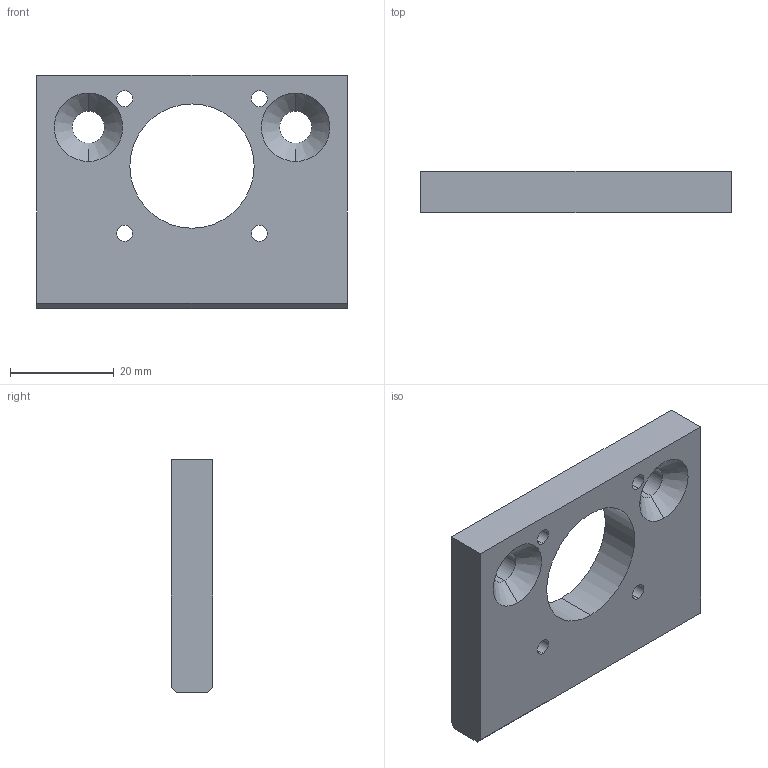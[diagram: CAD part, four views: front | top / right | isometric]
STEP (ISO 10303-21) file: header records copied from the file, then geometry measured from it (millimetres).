
FILE_DESCRIPTION (( 'STEP AP214' ), '1' );
FILE_NAME ('耜啣.STEP', '2024-08-08T14:47:23', ( '' ), ( '' ), 'SwSTEP 2.0', 'SolidWorks 2020', '' );
FILE_SCHEMA (( 'AUTOMOTIVE_DESIGN' ));
Length unit declared in the file: millimetre
Products named in the file (1): 耜啣
Bounding box: 60 x 8 x 45 mm (x, y, z)
Volume: 16202.3 mm3; surface area: 7379 mm2
Topology: 1 solids, 1 shells, 40 faces, 96 edges, 60 vertices
Faces by surface type: cylinder 18, cone 12, plane 10
Entity records: 1234 total; most frequent: DIRECTION 226, CARTESIAN_POINT 197, ORIENTED_EDGE 192, EDGE_CURVE 96, AXIS2_PLACEMENT_3D 89, VERTEX_POINT 60, EDGE_LOOP 56, VECTOR 48
